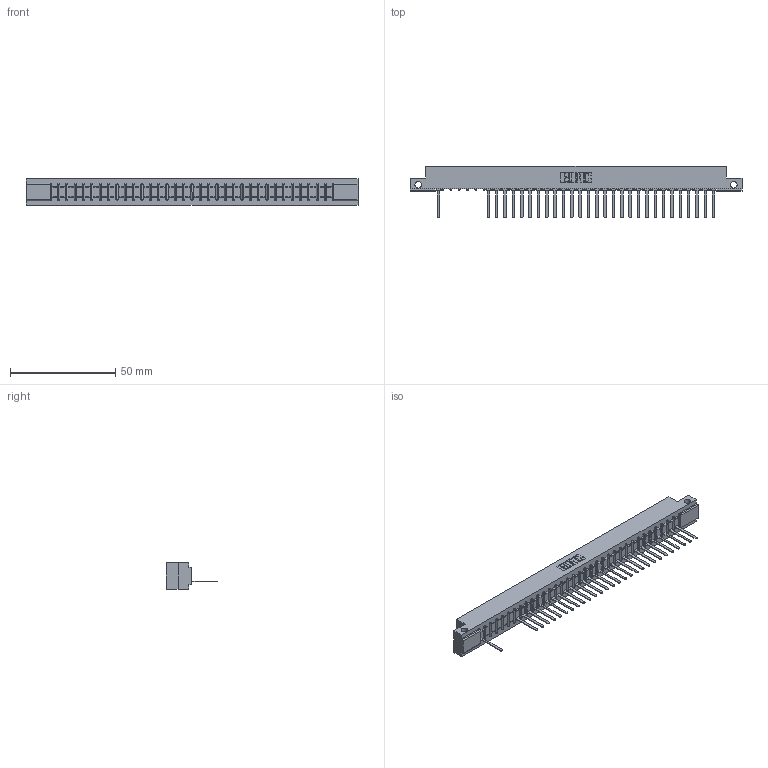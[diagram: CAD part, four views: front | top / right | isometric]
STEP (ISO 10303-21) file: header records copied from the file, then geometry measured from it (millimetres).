
FILE_DESCRIPTION (( 'STEP AP203' ), '1' );
FILE_NAME ('357-034-541-112.STEP', '2018-08-10T02:37:18', ( '' ), ( '' ), 'SwSTEP 2.0', 'SolidWorks 2016', '' );
FILE_SCHEMA (( 'CONFIG_CONTROL_DESIGN' ));
Length unit declared in the file: inch
Products named in the file (3): 307 Part_.128 Dia Side Mounting Holes; 307-290-002_541; 357-034-541-112
Assembly tree (30 placements, depth 2):
  357-034-541-112
    307 Part_.128 Dia Side Mounting Holes
    307-290-002_541  x29
Bounding box: 157.73 x 24.59 x 12.7 mm (x, y, z)
Volume: 16614.9 mm3; surface area: 20304.8 mm2
Topology: 30 solids, 30 shells, 2399 faces, 7371 edges, 4818 vertices
Faces by surface type: plane 1435, cylinder 894, sphere 70
Entity records: 30694 total; most frequent: CARTESIAN_POINT 5199, ORIENTED_EDGE 5194, DIRECTION 5049, EDGE_CURVE 2597, LINE 1985, VECTOR 1985, VERTEX_POINT 1682, AXIS2_PLACEMENT_3D 1532
